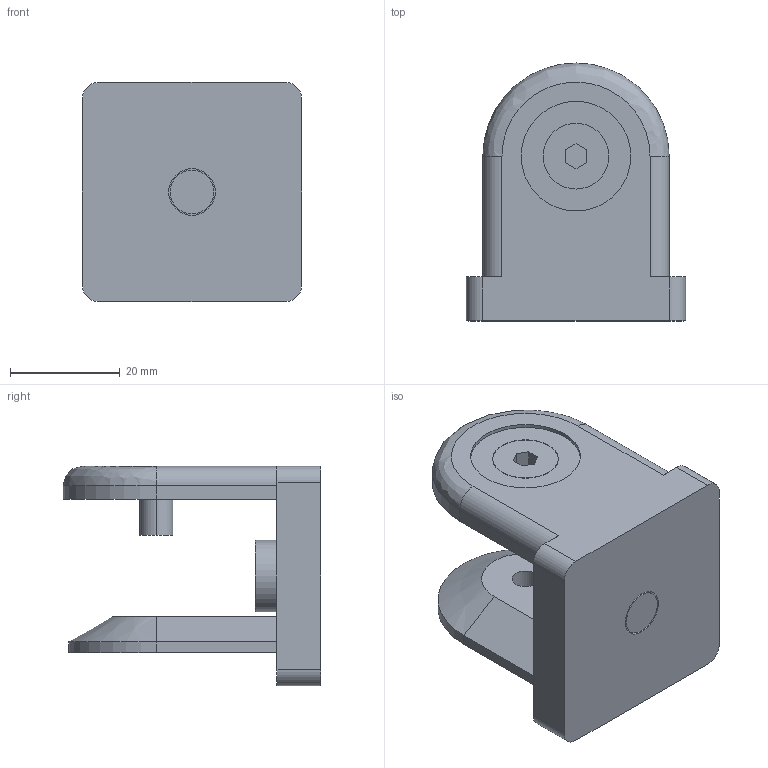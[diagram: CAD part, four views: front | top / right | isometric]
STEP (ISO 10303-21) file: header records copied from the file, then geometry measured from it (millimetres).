
FILE_DESCRIPTION (( 'STEP AP214' ), '1' );
FILE_NAME ('61213602', '2019-02-04T09:47:36', ( '' ), ('JUGARD+KÜNSTNER GmbH'), 'SwSTEP 2.0', 'SolidWorks 2017', '' );
FILE_SCHEMA (( 'AUTOMOTIVE_DESIGN' ));
Length unit declared in the file: millimetre
Products named in the file (1): 61213602_CNAJF00
Bounding box: 40 x 47 x 40 mm (x, y, z)
Volume: 25621.7 mm3; surface area: 10012.2 mm2
Topology: 1 solids, 1 shells, 59 faces, 140 edges, 92 vertices
Faces by surface type: plane 35, cylinder 22, bspline 1, cone 1
Entity records: 2504 total; most frequent: CARTESIAN_POINT 408, DIRECTION 302, ORIENTED_EDGE 280, EDGE_CURVE 140, AXIS2_PLACEMENT_3D 104, LINE 94, VECTOR 94, VERTEX_POINT 92
